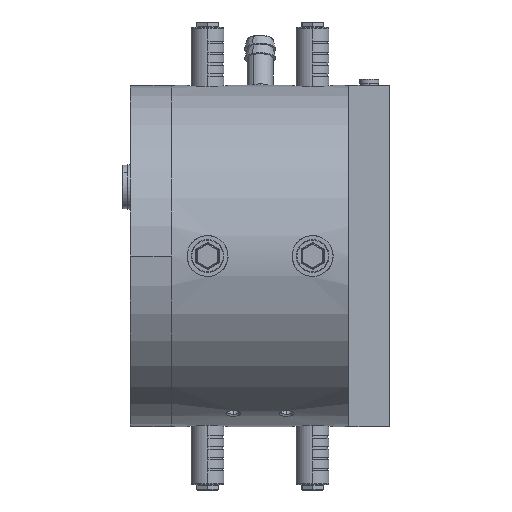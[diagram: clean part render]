
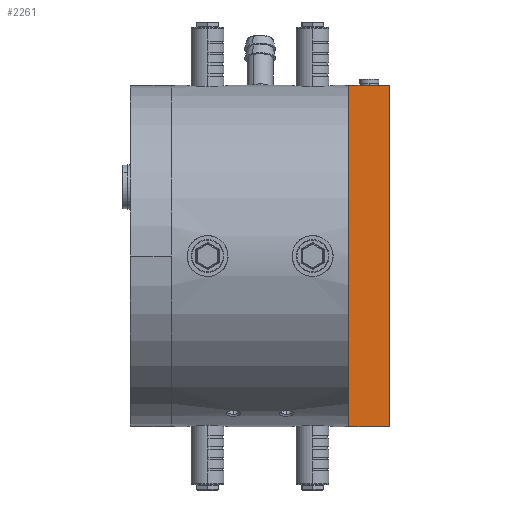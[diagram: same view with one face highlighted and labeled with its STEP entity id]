
A CAD part, left-side view. The second image highlights one B-rep face of the part: STEP entity #2261.
In plain terms, the highlighted planar face has unit normal (-1, 0, 0).
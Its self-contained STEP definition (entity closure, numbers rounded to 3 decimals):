
#80 = CARTESIAN_POINT ( 'NONE',  ( -125., 30., -125. ) ) ;
#2098 = EDGE_CURVE ( 'NONE', #30515, #61886, #22760, .T. ) ;
#2261 = ADVANCED_FACE ( 'NONE', ( #33288 ), #54562, .F. ) ;
#2311 = ORIENTED_EDGE ( 'NONE', *, *, #17806, .F. ) ;
#3030 = CARTESIAN_POINT ( 'NONE',  ( -125., 30., 125. ) ) ;
#4125 = VECTOR ( 'NONE', #24994, 1000. ) ;
#4350 = ORIENTED_EDGE ( 'NONE', *, *, #47012, .F. ) ;
#4990 = VECTOR ( 'NONE', #57305, 1000. ) ;
#5318 = LINE ( 'NONE', #64375, #26613 ) ;
#8642 = CARTESIAN_POINT ( 'NONE',  ( -125., 30., 125. ) ) ;
#14614 = VERTEX_POINT ( 'NONE', #80 ) ;
#14838 = DIRECTION ( 'NONE',  ( 0., 0., -1. ) ) ;
#16103 = DIRECTION ( 'NONE',  ( 0., -1., 0. ) ) ;
#17749 = AXIS2_PLACEMENT_3D ( 'NONE', #60759, #60515, #14838 ) ;
#17806 = EDGE_CURVE ( 'NONE', #34033, #61886, #64513, .T. ) ;
#19688 = ORIENTED_EDGE ( 'NONE', *, *, #62810, .T. ) ;
#21098 = VECTOR ( 'NONE', #16103, 1000. ) ;
#22760 = LINE ( 'NONE', #29980, #4990 ) ;
#24994 = DIRECTION ( 'NONE',  ( 0., -1., 0. ) ) ;
#26613 = VECTOR ( 'NONE', #53446, 1000. ) ;
#29980 = CARTESIAN_POINT ( 'NONE',  ( -125., 0., 125. ) ) ;
#30515 = VERTEX_POINT ( 'NONE', #62827 ) ;
#32512 = EDGE_LOOP ( 'NONE', ( #36313, #2311, #4350, #19688 ) ) ;
#33288 = FACE_OUTER_BOUND ( 'NONE', #32512, .T. ) ;
#34033 = VERTEX_POINT ( 'NONE', #3030 ) ;
#36182 = LINE ( 'NONE', #38418, #21098 ) ;
#36313 = ORIENTED_EDGE ( 'NONE', *, *, #2098, .T. ) ;
#38418 = CARTESIAN_POINT ( 'NONE',  ( -125., 30., -125. ) ) ;
#47012 = EDGE_CURVE ( 'NONE', #14614, #34033, #5318, .T. ) ;
#48038 = CARTESIAN_POINT ( 'NONE',  ( -125., 0., 125. ) ) ;
#53446 = DIRECTION ( 'NONE',  ( 0., 0., 1. ) ) ;
#54562 = PLANE ( 'NONE',  #17749 ) ;
#57305 = DIRECTION ( 'NONE',  ( 0., 0., 1. ) ) ;
#60515 = DIRECTION ( 'NONE',  ( 1., 0., 0. ) ) ;
#60759 = CARTESIAN_POINT ( 'NONE',  ( -125., 30., 125. ) ) ;
#61886 = VERTEX_POINT ( 'NONE', #48038 ) ;
#62810 = EDGE_CURVE ( 'NONE', #14614, #30515, #36182, .T. ) ;
#62827 = CARTESIAN_POINT ( 'NONE',  ( -125., 0., -125. ) ) ;
#64375 = CARTESIAN_POINT ( 'NONE',  ( -125., 30., 125. ) ) ;
#64513 = LINE ( 'NONE', #8642, #4125 ) ;
